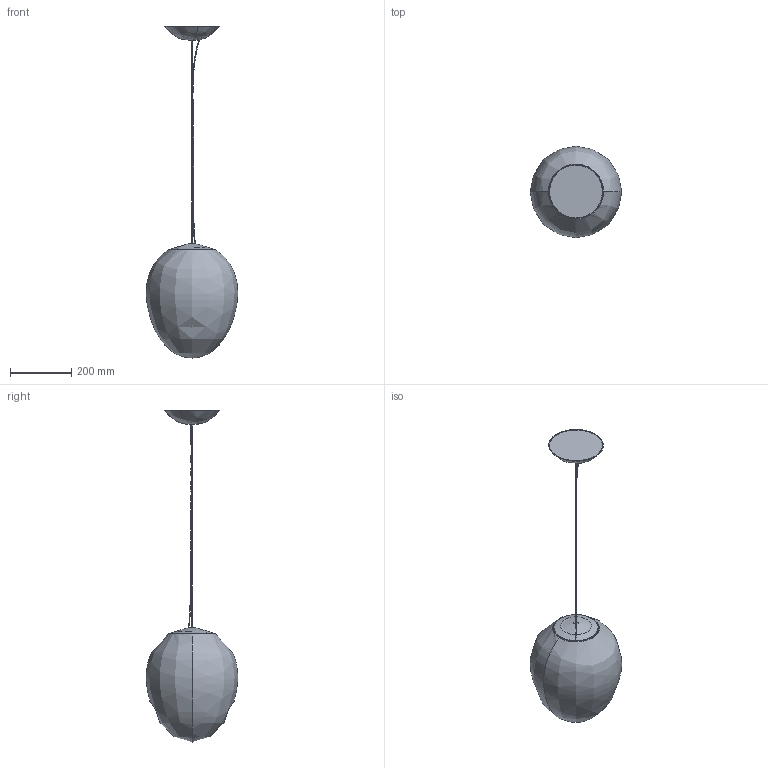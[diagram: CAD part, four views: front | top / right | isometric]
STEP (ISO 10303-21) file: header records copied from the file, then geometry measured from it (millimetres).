
FILE_DESCRIPTION(/* description */ (''),/* implementation_level */ '2;1');
FILE_NAME(/* name */ 'Stellar Nebula 30',/* time_stamp */ '2022-12-01T12:49:49+01:00',/* author */ (''),/* organization */ (''),/* preprocessor_version */ 'ST-DEVELOPER v16.5',/* originating_system */ 'Rhino 7.22',/* authorisation */ '');
FILE_SCHEMA (('AUTOMOTIVE_DESIGN'));
Length unit declared in the file: millimetre
Products named in the file (1): Document
Bounding box: 299.89 x 299.95 x 1087.18 mm (x, y, z)
Volume: 2033628.1 mm3; surface area: 855796.6 mm2
Topology: 17 solids, 17 shells, 647 faces, 1760 edges, 1146 vertices
Faces by surface type: plane 448, bspline 118, cylinder 81
Entity records: 22673 total; most frequent: CARTESIAN_POINT 11117, ORIENTED_EDGE 3468, EDGE_CURVE 1734, B_SPLINE_CURVE_WITH_KNOTS 1414, VERTEX_POINT 1140, EDGE_LOOP 682, ADVANCED_FACE 647, FACE_OUTER_BOUND 647
